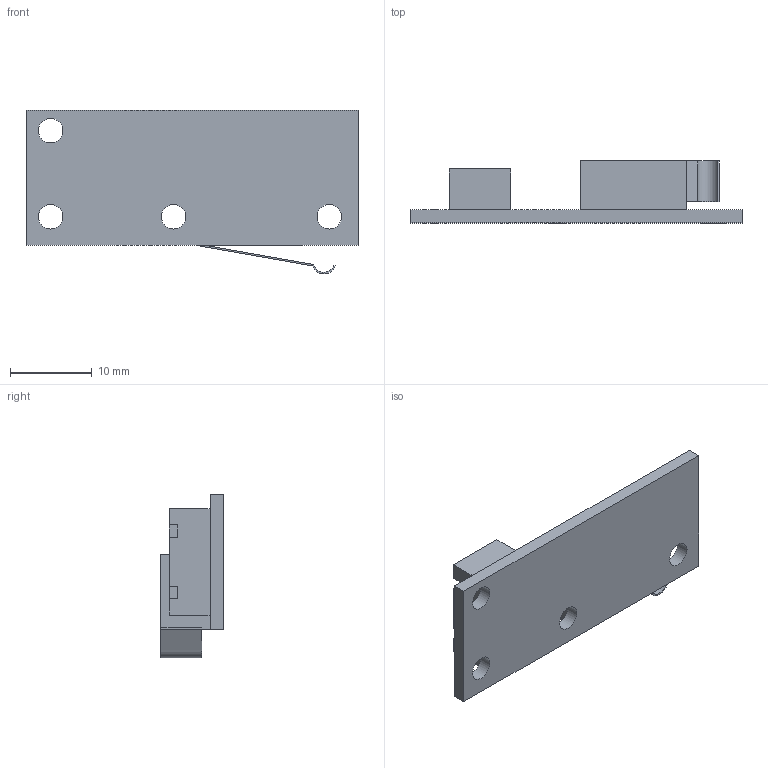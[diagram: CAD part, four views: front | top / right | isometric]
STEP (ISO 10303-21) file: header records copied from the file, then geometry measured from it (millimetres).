
FILE_DESCRIPTION(('HOOPS Exchange Step'),'2;1');
FILE_NAME('RAMPSEndStop.step','2018-08-20T11:11:50+00:00',('SYSTEM'),('Unknown organisation'),'HOOPS Exchange 10.0','HOOPS Exchange','Unknown authorisation');
FILE_SCHEMA( ('AUTOMOTIVE_DESIGN { 1 0 10303 214 1 1 1 1 }') );
Length unit declared in the file: millimetre
Products named in the file (2): Default; RAMPSEndStop
Assembly tree (1 placements, depth 2):
  RAMPSEndStop
    Default
Bounding box: 40.5 x 7.6 x 19.97 mm (x, y, z)
Volume: 2232 mm3; surface area: 2636.5 mm2
Topology: 4 solids, 4 shells, 38 faces, 98 edges, 68 vertices
Faces by surface type: plane 32, cylinder 6
Full cylindrical faces by diameter (mm): 3 x4
Entity records: 1247 total; most frequent: CARTESIAN_POINT 207, DIRECTION 200, ORIENTED_EDGE 196, EDGE_CURVE 98, VECTOR 78, LINE 78, VERTEX_POINT 68, AXIS2_PLACEMENT_3D 61
